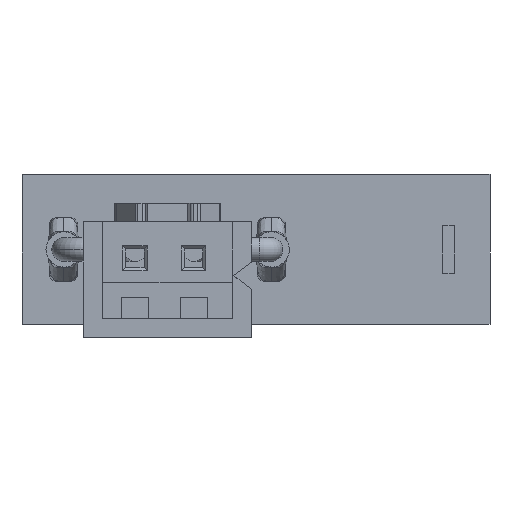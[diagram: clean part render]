
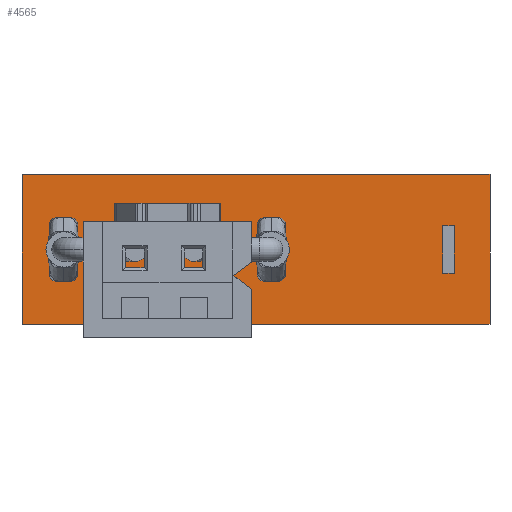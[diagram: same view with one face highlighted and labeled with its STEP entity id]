
A CAD part, front view. The second image highlights one B-rep face of the part: STEP entity #4565.
In plain terms, the highlighted planar face has unit normal (0, -1, 0).
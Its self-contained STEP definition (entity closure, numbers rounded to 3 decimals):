
#4 = LINE ( 'NONE', #5145, #7175 ) ;
#113 = LINE ( 'NONE', #11205, #6413 ) ;
#146 = VERTEX_POINT ( 'NONE', #5333 ) ;
#148 = EDGE_CURVE ( 'NONE', #8663, #10618, #1884, .T. ) ;
#216 = EDGE_CURVE ( 'NONE', #4790, #5656, #1590, .T. ) ;
#264 = ORIENTED_EDGE ( 'NONE', *, *, #8751, .F. ) ;
#372 = CARTESIAN_POINT ( 'NONE',  ( 10.306, 0., 1. ) ) ;
#455 = PLANE ( 'NONE',  #9333 ) ;
#494 = DIRECTION ( 'NONE',  ( 0., 0., 1. ) ) ;
#502 = ORIENTED_EDGE ( 'NONE', *, *, #1948, .F. ) ;
#561 = ORIENTED_EDGE ( 'NONE', *, *, #9139, .F. ) ;
#605 = ORIENTED_EDGE ( 'NONE', *, *, #6266, .T. ) ;
#663 = DIRECTION ( 'NONE',  ( -1., 0., 0. ) ) ;
#718 = ORIENTED_EDGE ( 'NONE', *, *, #3300, .F. ) ;
#916 = VECTOR ( 'NONE', #7818, 1000. ) ;
#997 = LINE ( 'NONE', #9805, #5981 ) ;
#1357 = FACE_BOUND ( 'NONE', #6579, .T. ) ;
#1590 = LINE ( 'NONE', #4619, #4072 ) ;
#1768 = VERTEX_POINT ( 'NONE', #2589 ) ;
#1884 = LINE ( 'NONE', #5860, #11575 ) ;
#1897 = ORIENTED_EDGE ( 'NONE', *, *, #4472, .F. ) ;
#1948 = EDGE_CURVE ( 'NONE', #1768, #5436, #997, .T. ) ;
#1955 = EDGE_CURVE ( 'NONE', #4298, #7899, #3205, .T. ) ;
#2022 = CARTESIAN_POINT ( 'NONE',  ( 17.806, 0., 1. ) ) ;
#2051 = LINE ( 'NONE', #3281, #11750 ) ;
#2300 = CARTESIAN_POINT ( 'NONE',  ( 0., 0., 3.175 ) ) ;
#2359 = CARTESIAN_POINT ( 'NONE',  ( 19.812, 0., 3.175 ) ) ;
#2458 = DIRECTION ( 'NONE',  ( 0., 0., -1. ) ) ;
#2542 = CARTESIAN_POINT ( 'NONE',  ( 0., 0., -3.175 ) ) ;
#2589 = CARTESIAN_POINT ( 'NONE',  ( 10.306, 0., -1. ) ) ;
#2635 = CARTESIAN_POINT ( 'NONE',  ( 17.806, 0., -1. ) ) ;
#2679 = CARTESIAN_POINT ( 'NONE',  ( 2.006, 0., -1. ) ) ;
#2835 = EDGE_CURVE ( 'NONE', #10618, #4790, #4356, .T. ) ;
#2873 = CARTESIAN_POINT ( 'NONE',  ( 18.306, 0., -1. ) ) ;
#3007 = CARTESIAN_POINT ( 'NONE',  ( 2.006, 0., 1. ) ) ;
#3205 = LINE ( 'NONE', #3226, #10415 ) ;
#3226 = CARTESIAN_POINT ( 'NONE',  ( 17.806, 0., 1. ) ) ;
#3281 = CARTESIAN_POINT ( 'NONE',  ( 18.306, 0., 1. ) ) ;
#3282 = EDGE_CURVE ( 'NONE', #5436, #9897, #113, .T. ) ;
#3300 = EDGE_CURVE ( 'NONE', #5708, #4298, #7096, .T. ) ;
#3302 = DIRECTION ( 'NONE',  ( 0., 0., -1. ) ) ;
#3359 = EDGE_CURVE ( 'NONE', #146, #10729, #9619, .T. ) ;
#3407 = LINE ( 'NONE', #4036, #916 ) ;
#3555 = FACE_BOUND ( 'NONE', #6350, .T. ) ;
#3661 = CARTESIAN_POINT ( 'NONE',  ( 18.306, 0., 1. ) ) ;
#3819 = ORIENTED_EDGE ( 'NONE', *, *, #148, .F. ) ;
#3839 = VECTOR ( 'NONE', #9743, 1000. ) ;
#3968 = CARTESIAN_POINT ( 'NONE',  ( 10.806, 0., 1. ) ) ;
#4036 = CARTESIAN_POINT ( 'NONE',  ( 2.006, 0., 1. ) ) ;
#4072 = VECTOR ( 'NONE', #4483, 1000. ) ;
#4075 = ORIENTED_EDGE ( 'NONE', *, *, #4381, .F. ) ;
#4132 = LINE ( 'NONE', #7845, #3839 ) ;
#4150 = DIRECTION ( 'NONE',  ( 1., 0., 0. ) ) ;
#4250 = VECTOR ( 'NONE', #2458, 1000. ) ;
#4283 = ORIENTED_EDGE ( 'NONE', *, *, #3359, .F. ) ;
#4298 = VERTEX_POINT ( 'NONE', #2022 ) ;
#4311 = VECTOR ( 'NONE', #3302, 1000. ) ;
#4356 = LINE ( 'NONE', #6702, #6557 ) ;
#4381 = EDGE_CURVE ( 'NONE', #5656, #8663, #3407, .T. ) ;
#4409 = VECTOR ( 'NONE', #4150, 1000. ) ;
#4430 = VECTOR ( 'NONE', #9833, 1000. ) ;
#4472 = EDGE_CURVE ( 'NONE', #9897, #11311, #6918, .T. ) ;
#4483 = DIRECTION ( 'NONE',  ( 1., 0., 0. ) ) ;
#4547 = EDGE_CURVE ( 'NONE', #11311, #1768, #8863, .T. ) ;
#4565 = ADVANCED_FACE ( 'NONE', ( #11055, #6037, #1357, #3555 ), #455, .F. ) ;
#4612 = CARTESIAN_POINT ( 'NONE',  ( 0., 0., 3.175 ) ) ;
#4613 = VECTOR ( 'NONE', #8422, 1000. ) ;
#4619 = CARTESIAN_POINT ( 'NONE',  ( 1.506, 0., -1. ) ) ;
#4710 = LINE ( 'NONE', #2300, #4409 ) ;
#4790 = VERTEX_POINT ( 'NONE', #8263 ) ;
#5145 = CARTESIAN_POINT ( 'NONE',  ( 0., 0., -3.175 ) ) ;
#5333 = CARTESIAN_POINT ( 'NONE',  ( 19.812, 0., 3.175 ) ) ;
#5436 = VERTEX_POINT ( 'NONE', #5640 ) ;
#5640 = CARTESIAN_POINT ( 'NONE',  ( 10.806, 0., -1. ) ) ;
#5656 = VERTEX_POINT ( 'NONE', #2679 ) ;
#5708 = VERTEX_POINT ( 'NONE', #3661 ) ;
#5860 = CARTESIAN_POINT ( 'NONE',  ( 1.506, 0., 1. ) ) ;
#5964 = EDGE_LOOP ( 'NONE', ( #7166, #1897, #10903, #502 ) ) ;
#5981 = VECTOR ( 'NONE', #6051, 1000. ) ;
#6037 = FACE_OUTER_BOUND ( 'NONE', #8641, .T. ) ;
#6051 = DIRECTION ( 'NONE',  ( 1., 0., 0. ) ) ;
#6054 = EDGE_CURVE ( 'NONE', #7972, #5708, #2051, .T. ) ;
#6106 = EDGE_CURVE ( 'NONE', #10412, #6182, #9553, .T. ) ;
#6111 = DIRECTION ( 'NONE',  ( 0., 1., 0. ) ) ;
#6182 = VERTEX_POINT ( 'NONE', #2542 ) ;
#6253 = ORIENTED_EDGE ( 'NONE', *, *, #2835, .F. ) ;
#6266 = EDGE_CURVE ( 'NONE', #6182, #10729, #4, .T. ) ;
#6350 = EDGE_LOOP ( 'NONE', ( #6985, #718, #6815, #264 ) ) ;
#6413 = VECTOR ( 'NONE', #6511, 1000. ) ;
#6511 = DIRECTION ( 'NONE',  ( 0., 0., 1. ) ) ;
#6557 = VECTOR ( 'NONE', #6786, 1000. ) ;
#6579 = EDGE_LOOP ( 'NONE', ( #6253, #3819, #4075, #11992 ) ) ;
#6702 = CARTESIAN_POINT ( 'NONE',  ( 1.506, 0., 1. ) ) ;
#6786 = DIRECTION ( 'NONE',  ( 0., 0., -1. ) ) ;
#6815 = ORIENTED_EDGE ( 'NONE', *, *, #6054, .F. ) ;
#6918 = LINE ( 'NONE', #372, #9153 ) ;
#6951 = CARTESIAN_POINT ( 'NONE',  ( 19.812, 0., -3.175 ) ) ;
#6979 = DIRECTION ( 'NONE',  ( 0., 0., -1. ) ) ;
#6985 = ORIENTED_EDGE ( 'NONE', *, *, #1955, .F. ) ;
#7096 = LINE ( 'NONE', #12135, #4613 ) ;
#7166 = ORIENTED_EDGE ( 'NONE', *, *, #4547, .F. ) ;
#7175 = VECTOR ( 'NONE', #10796, 1000. ) ;
#7762 = CARTESIAN_POINT ( 'NONE',  ( 1.506, 0., 1. ) ) ;
#7818 = DIRECTION ( 'NONE',  ( 0., 0., 1. ) ) ;
#7845 = CARTESIAN_POINT ( 'NONE',  ( 17.806, 0., -1. ) ) ;
#7899 = VERTEX_POINT ( 'NONE', #2635 ) ;
#7972 = VERTEX_POINT ( 'NONE', #2873 ) ;
#8263 = CARTESIAN_POINT ( 'NONE',  ( 1.506, 0., -1. ) ) ;
#8422 = DIRECTION ( 'NONE',  ( -1., 0., 0. ) ) ;
#8641 = EDGE_LOOP ( 'NONE', ( #605, #4283, #561, #8907 ) ) ;
#8663 = VERTEX_POINT ( 'NONE', #3007 ) ;
#8751 = EDGE_CURVE ( 'NONE', #7899, #7972, #4132, .T. ) ;
#8863 = LINE ( 'NONE', #8900, #4430 ) ;
#8900 = CARTESIAN_POINT ( 'NONE',  ( 10.306, 0., 1. ) ) ;
#8907 = ORIENTED_EDGE ( 'NONE', *, *, #6106, .T. ) ;
#9139 = EDGE_CURVE ( 'NONE', #10412, #146, #4710, .T. ) ;
#9153 = VECTOR ( 'NONE', #9789, 1000. ) ;
#9333 = AXIS2_PLACEMENT_3D ( 'NONE', #11752, #6111, #494 ) ;
#9553 = LINE ( 'NONE', #9975, #4250 ) ;
#9619 = LINE ( 'NONE', #2359, #4311 ) ;
#9743 = DIRECTION ( 'NONE',  ( 1., 0., 0. ) ) ;
#9789 = DIRECTION ( 'NONE',  ( -1., 0., 0. ) ) ;
#9805 = CARTESIAN_POINT ( 'NONE',  ( 10.306, 0., -1. ) ) ;
#9833 = DIRECTION ( 'NONE',  ( 0., 0., -1. ) ) ;
#9897 = VERTEX_POINT ( 'NONE', #3968 ) ;
#9975 = CARTESIAN_POINT ( 'NONE',  ( 0., 0., 3.175 ) ) ;
#10412 = VERTEX_POINT ( 'NONE', #4612 ) ;
#10415 = VECTOR ( 'NONE', #6979, 1000. ) ;
#10618 = VERTEX_POINT ( 'NONE', #7762 ) ;
#10729 = VERTEX_POINT ( 'NONE', #6951 ) ;
#10796 = DIRECTION ( 'NONE',  ( 1., 0., 0. ) ) ;
#10801 = DIRECTION ( 'NONE',  ( 0., 0., 1. ) ) ;
#10903 = ORIENTED_EDGE ( 'NONE', *, *, #3282, .F. ) ;
#11055 = FACE_BOUND ( 'NONE', #5964, .T. ) ;
#11205 = CARTESIAN_POINT ( 'NONE',  ( 10.806, 0., 1. ) ) ;
#11311 = VERTEX_POINT ( 'NONE', #11996 ) ;
#11575 = VECTOR ( 'NONE', #663, 1000. ) ;
#11750 = VECTOR ( 'NONE', #10801, 1000. ) ;
#11752 = CARTESIAN_POINT ( 'NONE',  ( 0., 0., 3.175 ) ) ;
#11992 = ORIENTED_EDGE ( 'NONE', *, *, #216, .F. ) ;
#11996 = CARTESIAN_POINT ( 'NONE',  ( 10.306, 0., 1. ) ) ;
#12135 = CARTESIAN_POINT ( 'NONE',  ( 17.806, 0., 1. ) ) ;
